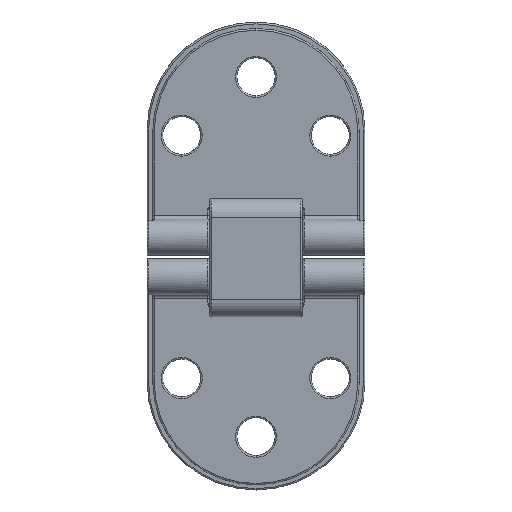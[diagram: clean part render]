
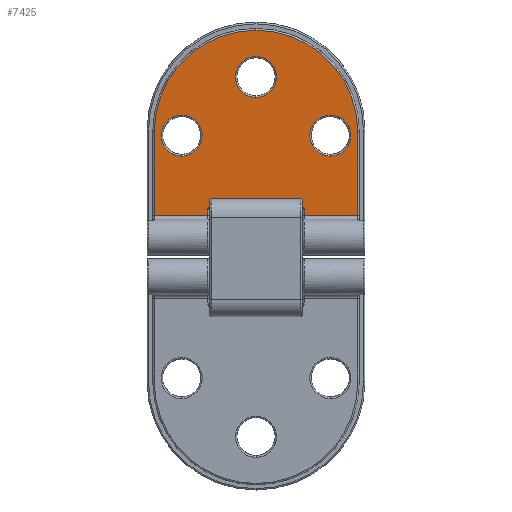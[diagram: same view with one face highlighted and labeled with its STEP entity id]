
A CAD part, front view. The second image highlights one B-rep face of the part: STEP entity #7425.
In plain terms, the highlighted face is planar.
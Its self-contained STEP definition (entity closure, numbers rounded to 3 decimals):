
#638 = DIRECTION ( 'NONE',  ( 1., 0., 0. ) ) ;
#639 = DIRECTION ( 'NONE',  ( 0., 1., 0. ) ) ;
#640 = AXIS2_PLACEMENT_3D ( 'NONE', #663, #639, #638 ) ;
#641 = FACE_BOUND ( 'NONE', #7391, .T. ) ;
#643 = DIRECTION ( 'NONE',  ( 1., 0., 0. ) ) ;
#644 = VECTOR ( 'NONE', #643, 1000. ) ;
#645 = CARTESIAN_POINT ( 'NONE',  ( 14.65, -0.4, 29.2 ) ) ;
#646 = LINE ( 'NONE', #645, #644 ) ;
#647 = CIRCLE ( 'NONE', #640, 14.1 ) ;
#648 = DIRECTION ( 'NONE',  ( 1., 0., 0. ) ) ;
#649 = DIRECTION ( 'NONE',  ( 0., 1., 0. ) ) ;
#650 = CARTESIAN_POINT ( 'NONE',  ( 3.799, -0.4, 21.4 ) ) ;
#651 = CARTESIAN_POINT ( 'NONE',  ( 14.65, -0.4, 29.2 ) ) ;
#652 = AXIS2_PLACEMENT_3D ( 'NONE', #650, #649, #648 ) ;
#653 = DIRECTION ( 'NONE',  ( 0., 0., -1. ) ) ;
#654 = VECTOR ( 'NONE', #653, 1000. ) ;
#655 = CARTESIAN_POINT ( 'NONE',  ( 2.998, -0.4, 30.2 ) ) ;
#656 = LINE ( 'NONE', #655, #654 ) ;
#657 = CIRCLE ( 'NONE', #652, 0.4 ) ;
#662 = CARTESIAN_POINT ( 'NONE',  ( 3.799, -0.4, 8.4 ) ) ;
#663 = CARTESIAN_POINT ( 'NONE',  ( 14.65, -0.4, 15.1 ) ) ;
#665 = CARTESIAN_POINT ( 'NONE',  ( 4.199, -0.4, 8.8 ) ) ;
#666 = FACE_BOUND ( 'NONE', #7422, .T. ) ;
#673 = DIRECTION ( 'NONE',  ( 1., 0., 0. ) ) ;
#674 = DIRECTION ( 'NONE',  ( 0., -1., 0. ) ) ;
#675 = AXIS2_PLACEMENT_3D ( 'NONE', #683, #674, #673 ) ;
#676 = CARTESIAN_POINT ( 'NONE',  ( 2.998, -0.4, 1. ) ) ;
#678 = DIRECTION ( 'NONE',  ( 1., 0., 0. ) ) ;
#679 = DIRECTION ( 'NONE',  ( 0., -1., 0. ) ) ;
#680 = CARTESIAN_POINT ( 'NONE',  ( 14.1, -0.4, 25.4 ) ) ;
#681 = AXIS2_PLACEMENT_3D ( 'NONE', #680, #679, #678 ) ;
#682 = CIRCLE ( 'NONE', #681, 2.85 ) ;
#683 = CARTESIAN_POINT ( 'NONE',  ( 14.1, -0.4, 4.8 ) ) ;
#684 = DIRECTION ( 'NONE',  ( 1., 0., 0. ) ) ;
#685 = DIRECTION ( 'NONE',  ( 0., -1., 0. ) ) ;
#686 = CIRCLE ( 'NONE', #675, 2.85 ) ;
#689 = FACE_OUTER_BOUND ( 'NONE', #7412, .T. ) ;
#690 = CARTESIAN_POINT ( 'NONE',  ( 28.95, -0.4, 30.2 ) ) ;
#691 = DIRECTION ( 'NONE',  ( -1., 0., 0. ) ) ;
#692 = VECTOR ( 'NONE', #691, 1000. ) ;
#693 = AXIS2_PLACEMENT_3D ( 'NONE', #690, #685, #684 ) ;
#694 = DIRECTION ( 'NONE',  ( 0., 0., -1. ) ) ;
#695 = VECTOR ( 'NONE', #694, 1000. ) ;
#696 = CARTESIAN_POINT ( 'NONE',  ( 2.998, -0.4, 30.2 ) ) ;
#697 = LINE ( 'NONE', #696, #695 ) ;
#698 = PLANE ( 'NONE',  #693 ) ;
#699 = CARTESIAN_POINT ( 'NONE',  ( 3.799, -0.4, 21.8 ) ) ;
#700 = CARTESIAN_POINT ( 'NONE',  ( 2.998, -0.4, 1. ) ) ;
#701 = LINE ( 'NONE', #700, #692 ) ;
#702 = FACE_BOUND ( 'NONE', #7438, .T. ) ;
#719 = DIRECTION ( 'NONE',  ( 1., 0., 0. ) ) ;
#720 = DIRECTION ( 'NONE',  ( 0., -1., 0. ) ) ;
#724 = CIRCLE ( 'NONE', #730, 2.85 ) ;
#730 = AXIS2_PLACEMENT_3D ( 'NONE', #735, #720, #719 ) ;
#735 = CARTESIAN_POINT ( 'NONE',  ( 22.25, -0.4, 15.1 ) ) ;
#739 = CARTESIAN_POINT ( 'NONE',  ( 28.95, -0.4, 8.4 ) ) ;
#741 = CARTESIAN_POINT ( 'NONE',  ( 2.998, -0.4, 29.2 ) ) ;
#743 = CARTESIAN_POINT ( 'NONE',  ( 2.998, -0.4, 8.4 ) ) ;
#768 = DIRECTION ( 'NONE',  ( 0., 0., 1. ) ) ;
#771 = VECTOR ( 'NONE', #768, 1000. ) ;
#772 = CARTESIAN_POINT ( 'NONE',  ( 4.199, -0.4, 21.6 ) ) ;
#773 = LINE ( 'NONE', #772, #771 ) ;
#774 = DIRECTION ( 'NONE',  ( 1., 0., 0. ) ) ;
#775 = DIRECTION ( 'NONE',  ( 0., 1., 0. ) ) ;
#776 = CARTESIAN_POINT ( 'NONE',  ( 3.799, -0.4, 8.8 ) ) ;
#780 = CARTESIAN_POINT ( 'NONE',  ( 2.998, -0.4, 21.8 ) ) ;
#781 = DIRECTION ( 'NONE',  ( -1., 0., 0. ) ) ;
#782 = VECTOR ( 'NONE', #781, 1000. ) ;
#784 = CARTESIAN_POINT ( 'NONE',  ( 4.199, -0.4, 21.4 ) ) ;
#785 = CARTESIAN_POINT ( 'NONE',  ( 28.95, -0.4, 21.8 ) ) ;
#786 = CIRCLE ( 'NONE', #794, 0.4 ) ;
#787 = DIRECTION ( 'NONE',  ( 1., 0., 0. ) ) ;
#788 = VECTOR ( 'NONE', #787, 1000. ) ;
#792 = LINE ( 'NONE', #739, #788 ) ;
#793 = LINE ( 'NONE', #785, #782 ) ;
#794 = AXIS2_PLACEMENT_3D ( 'NONE', #776, #775, #774 ) ;
#6950 = EDGE_CURVE ( 'NONE', #6960, #6951, #12108, .T. ) ;
#6951 = VERTEX_POINT ( 'NONE', #12167 ) ;
#6960 = VERTEX_POINT ( 'NONE', #12146 ) ;
#6966 = VERTEX_POINT ( 'NONE', #12193 ) ;
#7005 = EDGE_CURVE ( 'NONE', #7006, #6966, #12257, .T. ) ;
#7006 = VERTEX_POINT ( 'NONE', #12281 ) ;
#7032 = EDGE_CURVE ( 'NONE', #7035, #7036, #12316, .T. ) ;
#7035 = VERTEX_POINT ( 'NONE', #12310 ) ;
#7036 = VERTEX_POINT ( 'NONE', #12318 ) ;
#7063 = EDGE_CURVE ( 'NONE', #7066, #7065, #12365, .T. ) ;
#7065 = VERTEX_POINT ( 'NONE', #12383 ) ;
#7066 = VERTEX_POINT ( 'NONE', #12353 ) ;
#7391 = EDGE_LOOP ( 'NONE', ( #7408, #7433 ) ) ;
#7403 = EDGE_CURVE ( 'NONE', #7476, #7481, #656, .T. ) ;
#7404 = ORIENTED_EDGE ( 'NONE', *, *, #7484, .T. ) ;
#7405 = EDGE_CURVE ( 'NONE', #7421, #7479, #657, .T. ) ;
#7407 = EDGE_CURVE ( 'NONE', #7476, #7411, #646, .T. ) ;
#7408 = ORIENTED_EDGE ( 'NONE', *, *, #6950, .T. ) ;
#7409 = VERTEX_POINT ( 'NONE', #665 ) ;
#7410 = EDGE_CURVE ( 'NONE', #7411, #7035, #647, .T. ) ;
#7411 = VERTEX_POINT ( 'NONE', #651 ) ;
#7412 = EDGE_LOOP ( 'NONE', ( #7413, #7415, #7414, #7416, #7432, #7483, #7404, #7482, #7467, #7470, #7471 ) ) ;
#7413 = ORIENTED_EDGE ( 'NONE', *, *, #7410, .T. ) ;
#7414 = ORIENTED_EDGE ( 'NONE', *, *, #7419, .T. ) ;
#7415 = ORIENTED_EDGE ( 'NONE', *, *, #7032, .T. ) ;
#7416 = ORIENTED_EDGE ( 'NONE', *, *, #7418, .F. ) ;
#7417 = VERTEX_POINT ( 'NONE', #662 ) ;
#7418 = EDGE_CURVE ( 'NONE', #7475, #7430, #697, .T. ) ;
#7419 = EDGE_CURVE ( 'NONE', #7036, #7430, #701, .T. ) ;
#7421 = VERTEX_POINT ( 'NONE', #699 ) ;
#7422 = EDGE_LOOP ( 'NONE', ( #7431, #7428 ) ) ;
#7425 = ADVANCED_FACE ( 'NONE', ( #702, #666, #641, #689 ), #698, .F. ) ;
#7426 = EDGE_CURVE ( 'NONE', #6951, #6960, #682, .T. ) ;
#7427 = ORIENTED_EDGE ( 'NONE', *, *, #7063, .T. ) ;
#7428 = ORIENTED_EDGE ( 'NONE', *, *, #7429, .T. ) ;
#7429 = EDGE_CURVE ( 'NONE', #6966, #7006, #686, .T. ) ;
#7430 = VERTEX_POINT ( 'NONE', #676 ) ;
#7431 = ORIENTED_EDGE ( 'NONE', *, *, #7005, .T. ) ;
#7432 = ORIENTED_EDGE ( 'NONE', *, *, #7477, .T. ) ;
#7433 = ORIENTED_EDGE ( 'NONE', *, *, #7426, .T. ) ;
#7438 = EDGE_LOOP ( 'NONE', ( #7427, #7443 ) ) ;
#7443 = ORIENTED_EDGE ( 'NONE', *, *, #7445, .T. ) ;
#7445 = EDGE_CURVE ( 'NONE', #7065, #7066, #724, .T. ) ;
#7467 = ORIENTED_EDGE ( 'NONE', *, *, #7478, .T. ) ;
#7470 = ORIENTED_EDGE ( 'NONE', *, *, #7403, .F. ) ;
#7471 = ORIENTED_EDGE ( 'NONE', *, *, #7407, .T. ) ;
#7475 = VERTEX_POINT ( 'NONE', #743 ) ;
#7476 = VERTEX_POINT ( 'NONE', #741 ) ;
#7477 = EDGE_CURVE ( 'NONE', #7475, #7417, #792, .T. ) ;
#7478 = EDGE_CURVE ( 'NONE', #7421, #7481, #793, .T. ) ;
#7479 = VERTEX_POINT ( 'NONE', #784 ) ;
#7480 = EDGE_CURVE ( 'NONE', #7409, #7417, #786, .T. ) ;
#7481 = VERTEX_POINT ( 'NONE', #780 ) ;
#7482 = ORIENTED_EDGE ( 'NONE', *, *, #7405, .F. ) ;
#7483 = ORIENTED_EDGE ( 'NONE', *, *, #7480, .F. ) ;
#7484 = EDGE_CURVE ( 'NONE', #7409, #7479, #773, .T. ) ;
#12108 = CIRCLE ( 'NONE', #12161, 2.85 ) ;
#12146 = CARTESIAN_POINT ( 'NONE',  ( 16.95, -0.4, 25.4 ) ) ;
#12156 = DIRECTION ( 'NONE',  ( 1., 0., 0. ) ) ;
#12157 = DIRECTION ( 'NONE',  ( 0., -1., 0. ) ) ;
#12161 = AXIS2_PLACEMENT_3D ( 'NONE', #12166, #12157, #12156 ) ;
#12166 = CARTESIAN_POINT ( 'NONE',  ( 14.1, -0.4, 25.4 ) ) ;
#12167 = CARTESIAN_POINT ( 'NONE',  ( 11.25, -0.4, 25.4 ) ) ;
#12193 = CARTESIAN_POINT ( 'NONE',  ( 11.25, -0.4, 4.8 ) ) ;
#12257 = CIRCLE ( 'NONE', #12288, 2.85 ) ;
#12277 = DIRECTION ( 'NONE',  ( 1., 0., 0. ) ) ;
#12278 = DIRECTION ( 'NONE',  ( 0., -1., 0. ) ) ;
#12281 = CARTESIAN_POINT ( 'NONE',  ( 16.95, -0.4, 4.8 ) ) ;
#12283 = CARTESIAN_POINT ( 'NONE',  ( 14.1, -0.4, 4.8 ) ) ;
#12288 = AXIS2_PLACEMENT_3D ( 'NONE', #12283, #12278, #12277 ) ;
#12305 = DIRECTION ( 'NONE',  ( 1., 0., 0. ) ) ;
#12306 = DIRECTION ( 'NONE',  ( 0., 1., 0. ) ) ;
#12307 = CARTESIAN_POINT ( 'NONE',  ( 14.65, -0.4, 15.1 ) ) ;
#12308 = AXIS2_PLACEMENT_3D ( 'NONE', #12307, #12306, #12305 ) ;
#12310 = CARTESIAN_POINT ( 'NONE',  ( 28.75, -0.4, 15.1 ) ) ;
#12316 = CIRCLE ( 'NONE', #12308, 14.1 ) ;
#12318 = CARTESIAN_POINT ( 'NONE',  ( 14.65, -0.4, 1. ) ) ;
#12323 = CARTESIAN_POINT ( 'NONE',  ( 22.25, -0.4, 15.1 ) ) ;
#12353 = CARTESIAN_POINT ( 'NONE',  ( 25.1, -0.4, 15.1 ) ) ;
#12356 = DIRECTION ( 'NONE',  ( 1., 0., 0. ) ) ;
#12357 = DIRECTION ( 'NONE',  ( 0., -1., 0. ) ) ;
#12358 = AXIS2_PLACEMENT_3D ( 'NONE', #12323, #12357, #12356 ) ;
#12365 = CIRCLE ( 'NONE', #12358, 2.85 ) ;
#12383 = CARTESIAN_POINT ( 'NONE',  ( 19.4, -0.4, 15.1 ) ) ;
